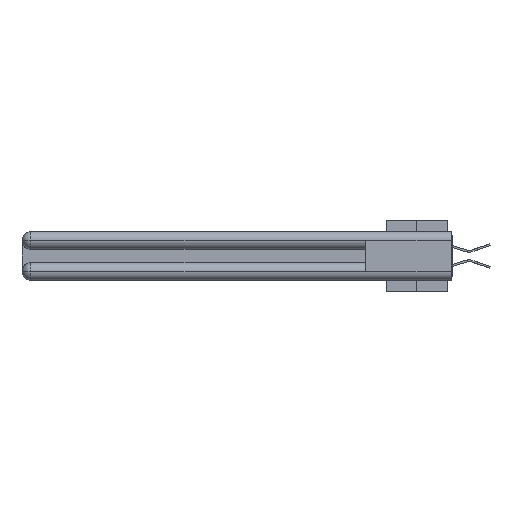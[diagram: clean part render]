
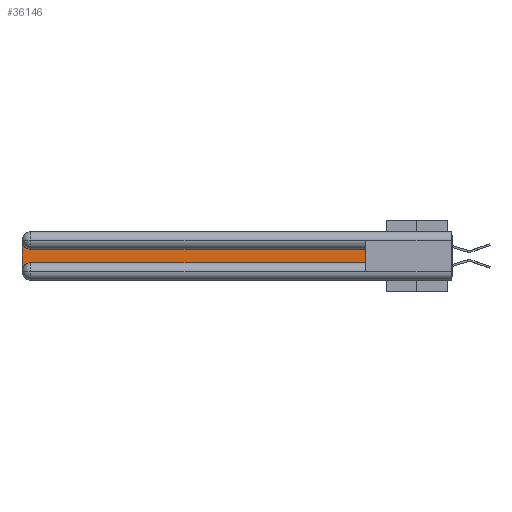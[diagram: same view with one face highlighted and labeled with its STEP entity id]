
A CAD part, left-side view. The second image highlights one B-rep face of the part: STEP entity #36146.
In plain terms, the highlighted planar face has unit normal (-1, 0, 0).
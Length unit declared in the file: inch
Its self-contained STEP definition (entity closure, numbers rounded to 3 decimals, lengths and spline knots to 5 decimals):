
#223 = EDGE_CURVE ( 'NONE', #31552, #18466, #32400, .T. ) ;
#870 = CARTESIAN_POINT ( 'NONE',  ( 0.075, 2.94, -0.0625 ) ) ;
#1178 = VERTEX_POINT ( 'NONE', #28577 ) ;
#1725 = ORIENTED_EDGE ( 'NONE', *, *, #19778, .T. ) ;
#1833 = DIRECTION ( 'NONE',  ( 1., 0., 0. ) ) ;
#2048 = VERTEX_POINT ( 'NONE', #30809 ) ;
#2125 = FACE_OUTER_BOUND ( 'NONE', #23104, .T. ) ;
#3551 = CARTESIAN_POINT ( 'NONE',  ( 0.075, 3., -0.0625 ) ) ;
#5442 = DIRECTION ( 'NONE',  ( 0., 1., 0. ) ) ;
#6608 = CARTESIAN_POINT ( 'NONE',  ( 0.075, 0.6, -0.1225 ) ) ;
#6839 = ORIENTED_EDGE ( 'NONE', *, *, #18487, .T. ) ;
#6879 = CARTESIAN_POINT ( 'NONE',  ( 0.075, 0.6, -0.2175 ) ) ;
#7646 = EDGE_CURVE ( 'NONE', #35063, #14857, #19744, .T. ) ;
#9484 = AXIS2_PLACEMENT_3D ( 'NONE', #870, #1833, #18410 ) ;
#9797 = DIRECTION ( 'NONE',  ( 0., 0., 1. ) ) ;
#11387 = CARTESIAN_POINT ( 'NONE',  ( 0.075, 3., -0.1225 ) ) ;
#12616 = VECTOR ( 'NONE', #34061, 39.37008 ) ;
#14158 = ORIENTED_EDGE ( 'NONE', *, *, #27643, .T. ) ;
#14857 = VERTEX_POINT ( 'NONE', #19149 ) ;
#16800 = CARTESIAN_POINT ( 'NONE',  ( 0.075, 0.6, -0.2175 ) ) ;
#17012 = LINE ( 'NONE', #16800, #19175 ) ;
#18410 = DIRECTION ( 'NONE',  ( 0., 0., -1. ) ) ;
#18466 = VERTEX_POINT ( 'NONE', #27968 ) ;
#18487 = EDGE_CURVE ( 'NONE', #2048, #1178, #17012, .T. ) ;
#18564 = CARTESIAN_POINT ( 'NONE',  ( 0.075, 2.94, -0.2775 ) ) ;
#19143 = EDGE_CURVE ( 'NONE', #14857, #31552, #25708, .T. ) ;
#19149 = CARTESIAN_POINT ( 'NONE',  ( 0.075, 2.94, -0.1225 ) ) ;
#19175 = VECTOR ( 'NONE', #25000, 39.37008 ) ;
#19470 = CARTESIAN_POINT ( 'NONE',  ( 0.075, 0.6, -0.1225 ) ) ;
#19589 = DIRECTION ( 'NONE',  ( 0., 0., -1. ) ) ;
#19613 = CIRCLE ( 'NONE', #24687, 0.06 ) ;
#19744 = LINE ( 'NONE', #19470, #23694 ) ;
#19778 = EDGE_CURVE ( 'NONE', #1178, #35063, #23444, .T. ) ;
#21269 = VECTOR ( 'NONE', #9797, 39.37008 ) ;
#21488 = ORIENTED_EDGE ( 'NONE', *, *, #223, .T. ) ;
#23104 = EDGE_LOOP ( 'NONE', ( #31787, #31683, #21488, #14158, #6839, #1725 ) ) ;
#23444 = LINE ( 'NONE', #6879, #21269 ) ;
#23694 = VECTOR ( 'NONE', #5442, 39.37008 ) ;
#24079 = DIRECTION ( 'NONE',  ( 1., 0., 0. ) ) ;
#24687 = AXIS2_PLACEMENT_3D ( 'NONE', #18564, #24079, #26924 ) ;
#25000 = DIRECTION ( 'NONE',  ( 0., -1., 0. ) ) ;
#25454 = CARTESIAN_POINT ( 'NONE',  ( 0.075, 3., -0.2175 ) ) ;
#25708 = CIRCLE ( 'NONE', #9484, 0.06 ) ;
#26924 = DIRECTION ( 'NONE',  ( 0., 0., -1. ) ) ;
#27643 = EDGE_CURVE ( 'NONE', #18466, #2048, #19613, .T. ) ;
#27829 = DIRECTION ( 'NONE',  ( 1., 0., 0. ) ) ;
#27943 = AXIS2_PLACEMENT_3D ( 'NONE', #11387, #27829, #19589 ) ;
#27968 = CARTESIAN_POINT ( 'NONE',  ( 0.075, 3., -0.2775 ) ) ;
#28577 = CARTESIAN_POINT ( 'NONE',  ( 0.075, 0.6, -0.2175 ) ) ;
#30809 = CARTESIAN_POINT ( 'NONE',  ( 0.075, 2.94, -0.2175 ) ) ;
#30912 = PLANE ( 'NONE',  #27943 ) ;
#31552 = VERTEX_POINT ( 'NONE', #3551 ) ;
#31683 = ORIENTED_EDGE ( 'NONE', *, *, #19143, .T. ) ;
#31787 = ORIENTED_EDGE ( 'NONE', *, *, #7646, .T. ) ;
#32400 = LINE ( 'NONE', #25454, #12616 ) ;
#34061 = DIRECTION ( 'NONE',  ( 0., 0., -1. ) ) ;
#35063 = VERTEX_POINT ( 'NONE', #6608 ) ;
#36146 = ADVANCED_FACE ( 'NONE', ( #2125 ), #30912, .F. ) ;
